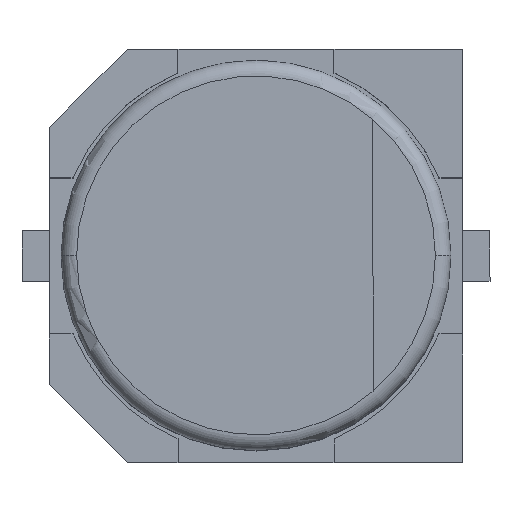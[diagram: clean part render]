
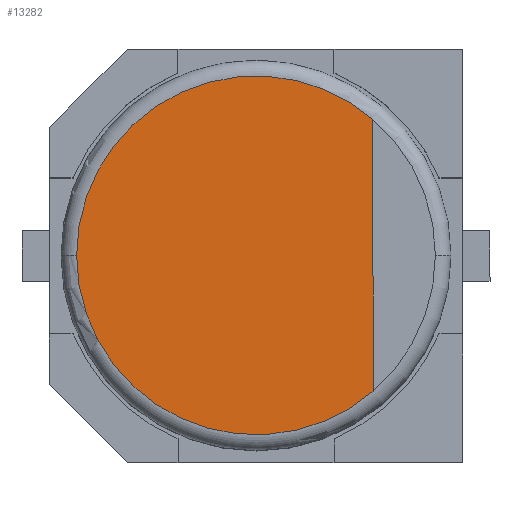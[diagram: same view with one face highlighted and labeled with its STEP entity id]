
A CAD part, top view. The second image highlights one B-rep face of the part: STEP entity #13282.
In plain terms, the highlighted planar face has unit normal (0, 0, 1).
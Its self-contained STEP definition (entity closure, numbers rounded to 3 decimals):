
#283 = DIRECTION ( 'NONE',  ( 1., 0., 0. ) ) ;
#2026 = DIRECTION ( 'NONE',  ( 0., -1., 0. ) ) ;
#2408 = DIRECTION ( 'NONE',  ( 0., 0., -1. ) ) ;
#2421 = CARTESIAN_POINT ( 'NONE',  ( 0., 0., 4.8 ) ) ;
#2698 = CIRCLE ( 'NONE', #7633, 2.3 ) ;
#2791 = ORIENTED_EDGE ( 'NONE', *, *, #9518, .F. ) ;
#3827 = ORIENTED_EDGE ( 'NONE', *, *, #7207, .F. ) ;
#4034 = VERTEX_POINT ( 'NONE', #13744 ) ;
#4329 = EDGE_LOOP ( 'NONE', ( #2791, #9099, #3827 ) ) ;
#4671 = PLANE ( 'NONE',  #6533 ) ;
#5872 = FACE_OUTER_BOUND ( 'NONE', #4329, .T. ) ;
#6262 = CARTESIAN_POINT ( 'NONE',  ( 1.5, 0., 4.8 ) ) ;
#6448 = VERTEX_POINT ( 'NONE', #10595 ) ;
#6533 = AXIS2_PLACEMENT_3D ( 'NONE', #2421, #8792, #6702 ) ;
#6702 = DIRECTION ( 'NONE',  ( -1., 0., 0. ) ) ;
#6707 = CARTESIAN_POINT ( 'NONE',  ( 0., 0., 4.8 ) ) ;
#7207 = EDGE_CURVE ( 'NONE', #4034, #8225, #7270, .T. ) ;
#7270 = CIRCLE ( 'NONE', #10607, 2.3 ) ;
#7633 = AXIS2_PLACEMENT_3D ( 'NONE', #6707, #12144, #10941 ) ;
#7874 = CARTESIAN_POINT ( 'NONE',  ( 0., 0., 4.8 ) ) ;
#8225 = VERTEX_POINT ( 'NONE', #11327 ) ;
#8792 = DIRECTION ( 'NONE',  ( 0., 0., 1. ) ) ;
#9099 = ORIENTED_EDGE ( 'NONE', *, *, #10862, .F. ) ;
#9518 = EDGE_CURVE ( 'NONE', #6448, #4034, #10705, .T. ) ;
#9575 = VECTOR ( 'NONE', #2026, 1000. ) ;
#10595 = CARTESIAN_POINT ( 'NONE',  ( 1.5, 1.744, 4.8 ) ) ;
#10607 = AXIS2_PLACEMENT_3D ( 'NONE', #7874, #2408, #283 ) ;
#10705 = LINE ( 'NONE', #6262, #9575 ) ;
#10862 = EDGE_CURVE ( 'NONE', #8225, #6448, #2698, .T. ) ;
#10941 = DIRECTION ( 'NONE',  ( 1., 0., 0. ) ) ;
#11327 = CARTESIAN_POINT ( 'NONE',  ( -2.3, 0., 4.8 ) ) ;
#12144 = DIRECTION ( 'NONE',  ( 0., 0., -1. ) ) ;
#13282 = ADVANCED_FACE ( 'NONE', ( #5872 ), #4671, .T. ) ;
#13744 = CARTESIAN_POINT ( 'NONE',  ( 1.5, -1.744, 4.8 ) ) ;
